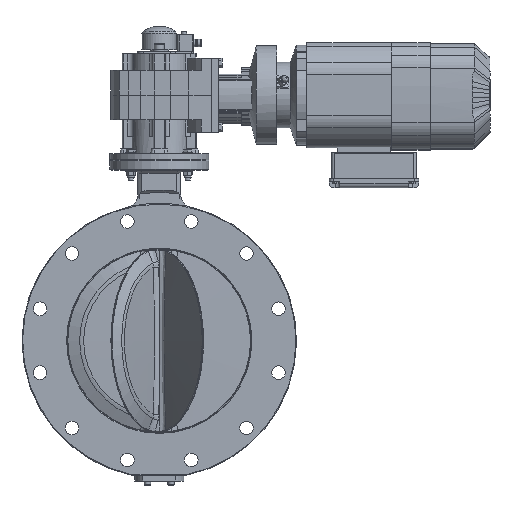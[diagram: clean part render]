
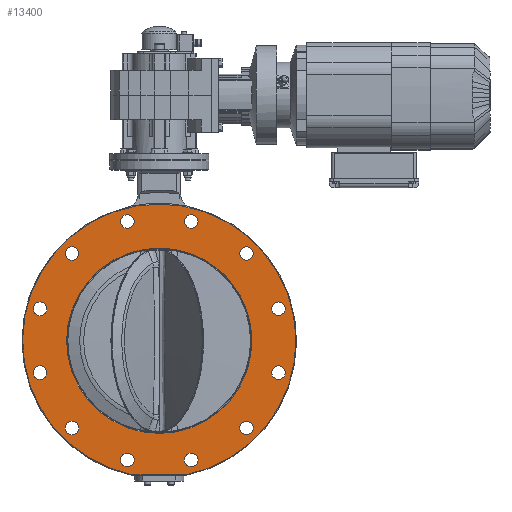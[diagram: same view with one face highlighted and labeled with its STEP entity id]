
A CAD part, front view. The second image highlights one B-rep face of the part: STEP entity #13400.
In plain terms, the highlighted planar face has unit normal (0, -1, 0).
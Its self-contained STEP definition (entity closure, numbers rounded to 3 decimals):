
#13233=CARTESIAN_POINT('',(0.0,-32.5,185.35));
#13234=DIRECTION('',(0.0,1.0,0.0));
#13235=DIRECTION('',(0.0,0.0,1.0));
#13236=AXIS2_PLACEMENT_3D('',#13233,#13234,#13235);
#13237=PLANE('',#13236);
#13238=CARTESIAN_POINT('',(44.421,-32.5,-217.0));
#13239=VERTEX_POINT('',#13238);
#13240=CARTESIAN_POINT('',(-44.421,-32.5,-217.0));
#13241=VERTEX_POINT('',#13240);
#13242=CARTESIAN_POINT('',(44.421,-32.5,-217.0));
#13243=DIRECTION('',(-1.0,0.0,0.0));
#13244=VECTOR('',#13243,88.843);
#13245=LINE('',#13242,#13244);
#13246=EDGE_CURVE('',#13239,#13241,#13245,.T.);
#13247=ORIENTED_EDGE('',*,*,#13246,.F.);
#13248=CARTESIAN_POINT('',(0.0,-32.5,0.0));
#13249=DIRECTION('',(0.0,-1.0,0.0));
#13250=DIRECTION('',(0.0,0.0,1.0));
#13251=AXIS2_PLACEMENT_3D('',#13248,#13249,#13250);
#13252=CIRCLE('',#13251,221.5);
#13253=EDGE_CURVE('',#13239,#13241,#13252,.T.);
#13254=ORIENTED_EDGE('',*,*,#13253,.T.);
#13255=EDGE_LOOP('',(#13247,#13254));
#13256=FACE_OUTER_BOUND('',#13255,.T.);
#13257=CARTESIAN_POINT('',(-130.421,-32.5,141.421));
#13258=VERTEX_POINT('',#13257);
#13259=CARTESIAN_POINT('',(-141.421,-32.5,141.421));
#13260=DIRECTION('',(0.0,1.0,0.0));
#13261=DIRECTION('',(1.0,0.0,0.0));
#13262=AXIS2_PLACEMENT_3D('',#13259,#13260,#13261);
#13263=CIRCLE('',#13262,11.0);
#13264=EDGE_CURVE('',#13258,#13258,#13263,.T.);
#13265=ORIENTED_EDGE('',*,*,#13264,.T.);
#13266=EDGE_LOOP('',(#13265));
#13267=FACE_BOUND('',#13266,.T.);
#13268=CARTESIAN_POINT('',(-40.764,-32.5,193.185));
#13269=VERTEX_POINT('',#13268);
#13270=CARTESIAN_POINT('',(-51.764,-32.5,193.185));
#13271=DIRECTION('',(0.0,1.0,0.0));
#13272=DIRECTION('',(1.0,0.0,0.0));
#13273=AXIS2_PLACEMENT_3D('',#13270,#13271,#13272);
#13274=CIRCLE('',#13273,11.0);
#13275=EDGE_CURVE('',#13269,#13269,#13274,.T.);
#13276=ORIENTED_EDGE('',*,*,#13275,.T.);
#13277=EDGE_LOOP('',(#13276));
#13278=FACE_BOUND('',#13277,.T.);
#13279=CARTESIAN_POINT('',(62.764,-32.5,193.185));
#13280=VERTEX_POINT('',#13279);
#13281=CARTESIAN_POINT('',(51.764,-32.5,193.185));
#13282=DIRECTION('',(0.0,1.0,0.0));
#13283=DIRECTION('',(1.0,0.0,0.0));
#13284=AXIS2_PLACEMENT_3D('',#13281,#13282,#13283);
#13285=CIRCLE('',#13284,11.0);
#13286=EDGE_CURVE('',#13280,#13280,#13285,.T.);
#13287=ORIENTED_EDGE('',*,*,#13286,.T.);
#13288=EDGE_LOOP('',(#13287));
#13289=FACE_BOUND('',#13288,.T.);
#13290=CARTESIAN_POINT('',(152.421,-32.5,141.421));
#13291=VERTEX_POINT('',#13290);
#13292=CARTESIAN_POINT('',(141.421,-32.5,141.421));
#13293=DIRECTION('',(0.0,1.0,0.0));
#13294=DIRECTION('',(1.0,0.0,0.0));
#13295=AXIS2_PLACEMENT_3D('',#13292,#13293,#13294);
#13296=CIRCLE('',#13295,11.0);
#13297=EDGE_CURVE('',#13291,#13291,#13296,.T.);
#13298=ORIENTED_EDGE('',*,*,#13297,.T.);
#13299=EDGE_LOOP('',(#13298));
#13300=FACE_BOUND('',#13299,.T.);
#13301=CARTESIAN_POINT('',(204.185,-32.5,51.764));
#13302=VERTEX_POINT('',#13301);
#13303=CARTESIAN_POINT('',(193.185,-32.5,51.764));
#13304=DIRECTION('',(0.0,1.0,0.0));
#13305=DIRECTION('',(1.0,0.0,0.0));
#13306=AXIS2_PLACEMENT_3D('',#13303,#13304,#13305);
#13307=CIRCLE('',#13306,11.0);
#13308=EDGE_CURVE('',#13302,#13302,#13307,.T.);
#13309=ORIENTED_EDGE('',*,*,#13308,.T.);
#13310=EDGE_LOOP('',(#13309));
#13311=FACE_BOUND('',#13310,.T.);
#13312=CARTESIAN_POINT('',(204.185,-32.5,-51.764));
#13313=VERTEX_POINT('',#13312);
#13314=CARTESIAN_POINT('',(193.185,-32.5,-51.764));
#13315=DIRECTION('',(0.0,1.0,0.0));
#13316=DIRECTION('',(1.0,0.0,0.0));
#13317=AXIS2_PLACEMENT_3D('',#13314,#13315,#13316);
#13318=CIRCLE('',#13317,11.0);
#13319=EDGE_CURVE('',#13313,#13313,#13318,.T.);
#13320=ORIENTED_EDGE('',*,*,#13319,.T.);
#13321=EDGE_LOOP('',(#13320));
#13322=FACE_BOUND('',#13321,.T.);
#13323=CARTESIAN_POINT('',(152.421,-32.5,-141.421));
#13324=VERTEX_POINT('',#13323);
#13325=CARTESIAN_POINT('',(141.421,-32.5,-141.421));
#13326=DIRECTION('',(0.0,1.0,0.0));
#13327=DIRECTION('',(1.0,0.0,0.0));
#13328=AXIS2_PLACEMENT_3D('',#13325,#13326,#13327);
#13329=CIRCLE('',#13328,11.0);
#13330=EDGE_CURVE('',#13324,#13324,#13329,.T.);
#13331=ORIENTED_EDGE('',*,*,#13330,.T.);
#13332=EDGE_LOOP('',(#13331));
#13333=FACE_BOUND('',#13332,.T.);
#13334=CARTESIAN_POINT('',(62.764,-32.5,-193.185));
#13335=VERTEX_POINT('',#13334);
#13336=CARTESIAN_POINT('',(51.764,-32.5,-193.185));
#13337=DIRECTION('',(0.0,1.0,0.0));
#13338=DIRECTION('',(1.0,0.0,0.0));
#13339=AXIS2_PLACEMENT_3D('',#13336,#13337,#13338);
#13340=CIRCLE('',#13339,11.0);
#13341=EDGE_CURVE('',#13335,#13335,#13340,.T.);
#13342=ORIENTED_EDGE('',*,*,#13341,.T.);
#13343=EDGE_LOOP('',(#13342));
#13344=FACE_BOUND('',#13343,.T.);
#13345=CARTESIAN_POINT('',(-40.764,-32.5,-193.185));
#13346=VERTEX_POINT('',#13345);
#13347=CARTESIAN_POINT('',(-51.764,-32.5,-193.185));
#13348=DIRECTION('',(0.0,1.0,0.0));
#13349=DIRECTION('',(1.0,0.0,0.0));
#13350=AXIS2_PLACEMENT_3D('',#13347,#13348,#13349);
#13351=CIRCLE('',#13350,11.0);
#13352=EDGE_CURVE('',#13346,#13346,#13351,.T.);
#13353=ORIENTED_EDGE('',*,*,#13352,.T.);
#13354=EDGE_LOOP('',(#13353));
#13355=FACE_BOUND('',#13354,.T.);
#13356=CARTESIAN_POINT('',(-130.421,-32.5,-141.421));
#13357=VERTEX_POINT('',#13356);
#13358=CARTESIAN_POINT('',(-141.421,-32.5,-141.421));
#13359=DIRECTION('',(0.0,1.0,0.0));
#13360=DIRECTION('',(1.0,0.0,0.0));
#13361=AXIS2_PLACEMENT_3D('',#13358,#13359,#13360);
#13362=CIRCLE('',#13361,11.0);
#13363=EDGE_CURVE('',#13357,#13357,#13362,.T.);
#13364=ORIENTED_EDGE('',*,*,#13363,.T.);
#13365=EDGE_LOOP('',(#13364));
#13366=FACE_BOUND('',#13365,.T.);
#13367=CARTESIAN_POINT('',(-182.185,-32.5,-51.764));
#13368=VERTEX_POINT('',#13367);
#13369=CARTESIAN_POINT('',(-193.185,-32.5,-51.764));
#13370=DIRECTION('',(0.0,1.0,0.0));
#13371=DIRECTION('',(1.0,0.0,0.0));
#13372=AXIS2_PLACEMENT_3D('',#13369,#13370,#13371);
#13373=CIRCLE('',#13372,11.0);
#13374=EDGE_CURVE('',#13368,#13368,#13373,.T.);
#13375=ORIENTED_EDGE('',*,*,#13374,.T.);
#13376=EDGE_LOOP('',(#13375));
#13377=FACE_BOUND('',#13376,.T.);
#13378=CARTESIAN_POINT('',(-182.185,-32.5,51.764));
#13379=VERTEX_POINT('',#13378);
#13380=CARTESIAN_POINT('',(-193.185,-32.5,51.764));
#13381=DIRECTION('',(0.0,1.0,0.0));
#13382=DIRECTION('',(1.0,0.0,0.0));
#13383=AXIS2_PLACEMENT_3D('',#13380,#13381,#13382);
#13384=CIRCLE('',#13383,11.0);
#13385=EDGE_CURVE('',#13379,#13379,#13384,.T.);
#13386=ORIENTED_EDGE('',*,*,#13385,.T.);
#13387=EDGE_LOOP('',(#13386));
#13388=FACE_BOUND('',#13387,.T.);
#13389=CARTESIAN_POINT('',(0.,-32.5,150.2));
#13390=VERTEX_POINT('',#13389);
#13391=CARTESIAN_POINT('',(0.0,-32.5,0.0));
#13392=DIRECTION('',(0.0,-1.0,0.0));
#13393=DIRECTION('',(0.0,0.0,-1.0));
#13394=AXIS2_PLACEMENT_3D('',#13391,#13392,#13393);
#13395=CIRCLE('',#13394,150.2);
#13396=EDGE_CURVE('',#13390,#13390,#13395,.T.);
#13397=ORIENTED_EDGE('',*,*,#13396,.F.);
#13398=EDGE_LOOP('',(#13397));
#13399=FACE_BOUND('',#13398,.T.);
#13400=ADVANCED_FACE('',(#13256,#13267,#13278,#13289,#13300,#13311,#13322,#13333,#13344,#13355,#13366,#13377,#13388,#13399),#13237,.F.);
